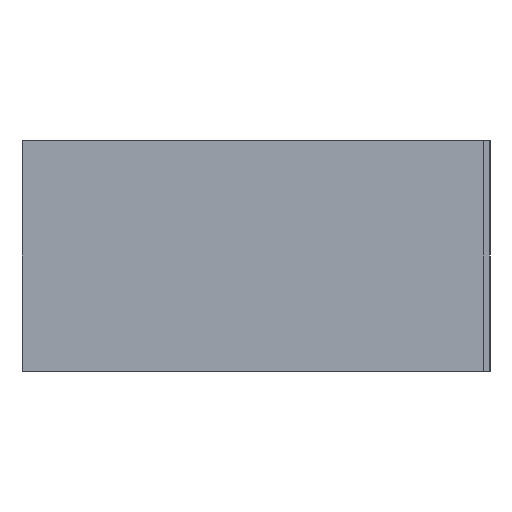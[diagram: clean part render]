
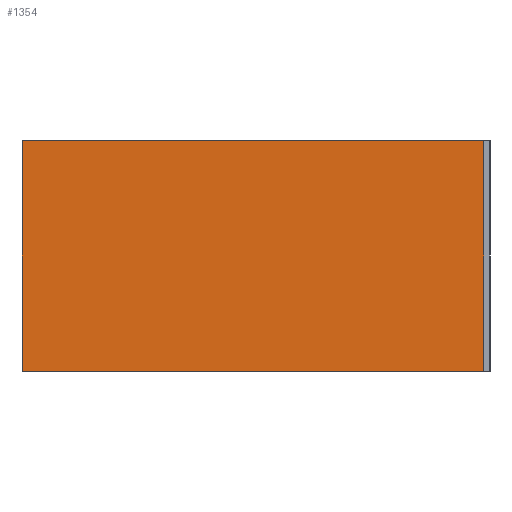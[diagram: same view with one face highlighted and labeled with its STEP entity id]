
A CAD part, left-side view. The second image highlights one B-rep face of the part: STEP entity #1354.
In plain terms, the highlighted planar face has unit normal (1, 0, 0).
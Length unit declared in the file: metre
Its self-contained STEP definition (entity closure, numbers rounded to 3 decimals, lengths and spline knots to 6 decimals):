
#352=ORIENTED_EDGE('',*,*,#538,.T.);
#353=ORIENTED_EDGE('',*,*,#539,.F.);
#354=ORIENTED_EDGE('',*,*,#540,.T.);
#355=ORIENTED_EDGE('',*,*,#541,.T.);
#538=EDGE_CURVE('',#718,#719,#896,.T.);
#539=EDGE_CURVE('',#720,#719,#897,.T.);
#540=EDGE_CURVE('',#720,#721,#898,.T.);
#541=EDGE_CURVE('',#721,#718,#899,.T.);
#718=VERTEX_POINT('',#2345);
#719=VERTEX_POINT('',#2346);
#720=VERTEX_POINT('',#2348);
#721=VERTEX_POINT('',#2350);
#896=LINE('',#2344,#1094);
#897=LINE('',#2347,#1095);
#898=LINE('',#2349,#1096);
#899=LINE('',#2351,#1097);
#1094=VECTOR('',#1888,1.);
#1095=VECTOR('',#1889,1.);
#1096=VECTOR('',#1890,1.);
#1097=VECTOR('',#1891,1.);
#1213=EDGE_LOOP('',(#352,#353,#354,#355));
#1260=FACE_BOUND('',#1213,.T.);
#1307=PLANE('',#1623);
#1354=ADVANCED_FACE('',(#1260),#1307,.T.);
#1623=AXIS2_PLACEMENT_3D('',#2343,#1886,#1887);
#1886=DIRECTION('',(1.,0.,0.));
#1887=DIRECTION('',(0.,1.,0.));
#1888=DIRECTION('',(0.,-1.,0.));
#1889=DIRECTION('',(0.,0.,1.));
#1890=DIRECTION('',(0.,1.,0.));
#1891=DIRECTION('',(0.,0.,1.));
#2343=CARTESIAN_POINT('',(-0.57,0.,0.));
#2344=CARTESIAN_POINT('',(-0.57,-0.045,0.045));
#2345=CARTESIAN_POINT('',(-0.57,0.045,0.045));
#2346=CARTESIAN_POINT('',(-0.57,-0.045,0.045));
#2347=CARTESIAN_POINT('',(-0.57,-0.045,0.));
#2348=CARTESIAN_POINT('',(-0.57,-0.045,0.));
#2349=CARTESIAN_POINT('',(-0.57,-0.045,0.));
#2350=CARTESIAN_POINT('',(-0.57,0.045,0.));
#2351=CARTESIAN_POINT('',(-0.57,0.045,0.));
